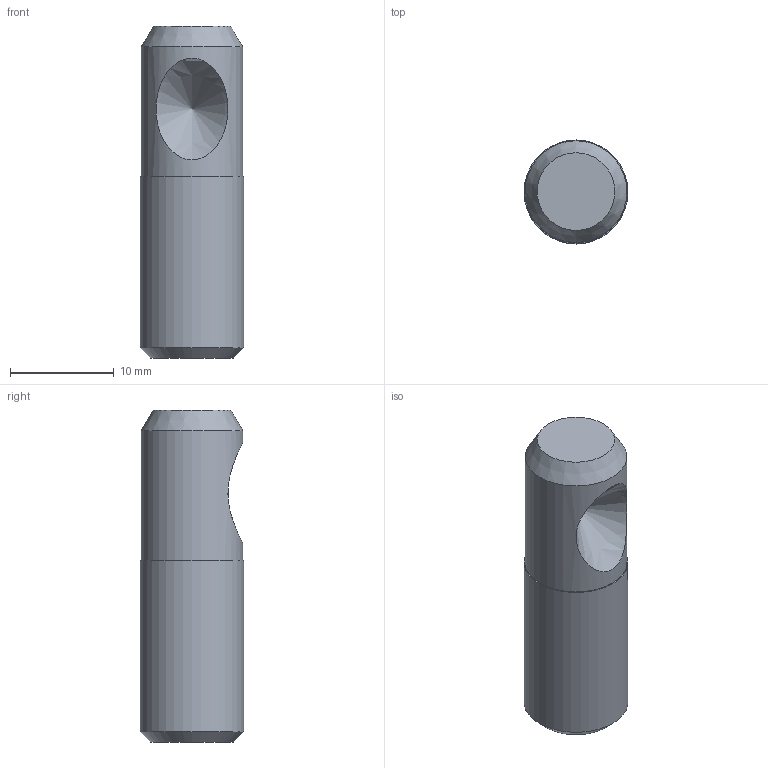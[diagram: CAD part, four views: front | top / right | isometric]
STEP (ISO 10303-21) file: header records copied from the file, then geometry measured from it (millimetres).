
FILE_DESCRIPTION(/* description */ ('Zuganker G M10'),/* implementation_level */ '2;1');
FILE_NAME(/* name */ 'SV7014V_A.stp',/* time_stamp */ '2015-11-27T10:54:00+01:00',/* author */ ('Marina Kaa'),/* organization */ (''),/* preprocessor_version */ 'ST-DEVELOPER v15.6',/* originating_system */ 'Autodesk Inventor 2015',/* authorisation */ '');
FILE_SCHEMA (('AUTOMOTIVE_DESIGN { 1 0 10303 214 3 1 1 }'));
Length unit declared in the file: millimetre
Products named in the file (1): SV7014V_A
Bounding box: 10 x 10 x 32 mm (x, y, z)
Volume: 2326.8 mm3; surface area: 1121.3 mm2
Topology: 1 solids, 1 shells, 8 faces, 14 edges, 9 vertices
Faces by surface type: cone 3, plane 3, cylinder 2
Full cylindrical faces by diameter (mm): 9.8 x1, 10 x1
Entity records: 233 total; most frequent: CARTESIAN_POINT 76, DIRECTION 30, ORIENTED_EDGE 16, AXIS2_PLACEMENT_3D 15, EDGE_LOOP 14, FACE_OUTER_BOUND 8, VERTEX_POINT 8, EDGE_CURVE 8
